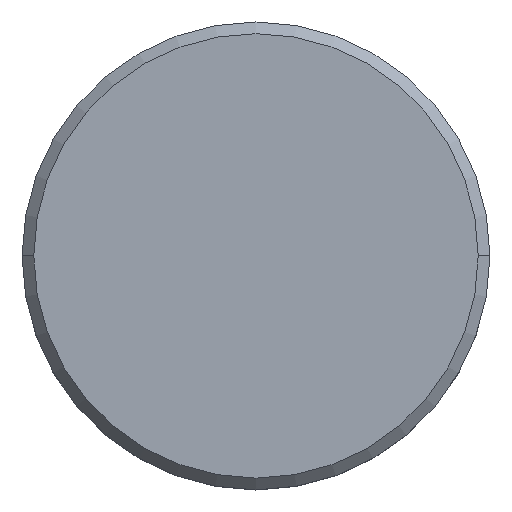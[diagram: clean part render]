
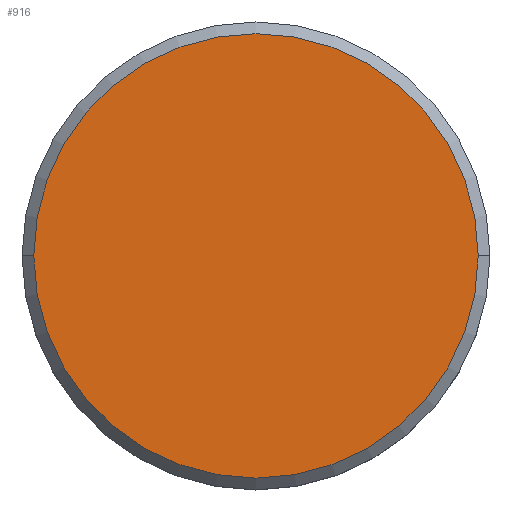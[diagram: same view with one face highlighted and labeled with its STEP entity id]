
A CAD part, top view. The second image highlights one B-rep face of the part: STEP entity #916.
In plain terms, the highlighted planar face has unit normal (0, 0, 1).
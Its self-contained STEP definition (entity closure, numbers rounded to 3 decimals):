
#39 = DIRECTION ( 'NONE',  ( 0., 0., 1. ) ) ;
#57 = EDGE_CURVE ( 'NONE', #192, #947, #952, .T. ) ;
#77 = DIRECTION ( 'NONE',  ( 0., 0., 1. ) ) ;
#153 = FACE_OUTER_BOUND ( 'NONE', #632, .T. ) ;
#192 = VERTEX_POINT ( 'NONE', #368 ) ;
#212 = DIRECTION ( 'NONE',  ( 1., 0., 0. ) ) ;
#215 = PLANE ( 'NONE',  #883 ) ;
#226 = DIRECTION ( 'NONE',  ( 1., 0., 0. ) ) ;
#368 = CARTESIAN_POINT ( 'NONE',  ( 9.5, 0., 0. ) ) ;
#370 = ORIENTED_EDGE ( 'NONE', *, *, #685, .T. ) ;
#398 = DIRECTION ( 'NONE',  ( 1., 0., 0. ) ) ;
#471 = CARTESIAN_POINT ( 'NONE',  ( 0., 0., 0. ) ) ;
#542 = CARTESIAN_POINT ( 'NONE',  ( 0., 0., 0. ) ) ;
#576 = CIRCLE ( 'NONE', #865, 9.5 ) ;
#629 = ORIENTED_EDGE ( 'NONE', *, *, #57, .T. ) ;
#632 = EDGE_LOOP ( 'NONE', ( #370, #629 ) ) ;
#685 = EDGE_CURVE ( 'NONE', #947, #192, #576, .T. ) ;
#747 = CARTESIAN_POINT ( 'NONE',  ( 0., 0., 0. ) ) ;
#865 = AXIS2_PLACEMENT_3D ( 'NONE', #747, #39, #212 ) ;
#883 = AXIS2_PLACEMENT_3D ( 'NONE', #542, #955, #226 ) ;
#902 = CARTESIAN_POINT ( 'NONE',  ( -9.5, 0., 0. ) ) ;
#916 = ADVANCED_FACE ( 'NONE', ( #153 ), #215, .T. ) ;
#947 = VERTEX_POINT ( 'NONE', #902 ) ;
#952 = CIRCLE ( 'NONE', #1002, 9.5 ) ;
#955 = DIRECTION ( 'NONE',  ( 0., 0., 1. ) ) ;
#1002 = AXIS2_PLACEMENT_3D ( 'NONE', #471, #77, #398 ) ;
